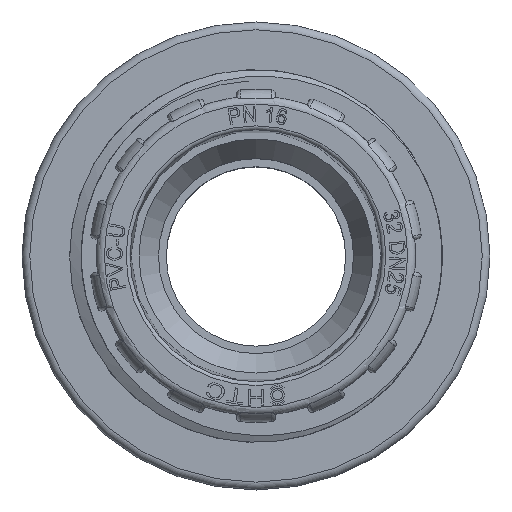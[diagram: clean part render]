
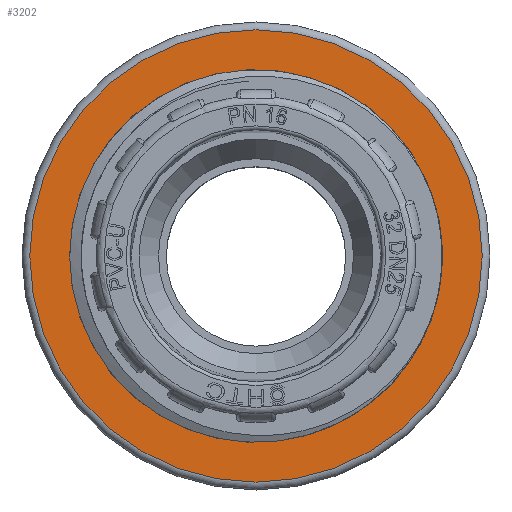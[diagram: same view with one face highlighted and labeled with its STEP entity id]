
A CAD part, top view. The second image highlights one B-rep face of the part: STEP entity #3202.
In plain terms, the highlighted planar face has unit normal (0, 0, 1).
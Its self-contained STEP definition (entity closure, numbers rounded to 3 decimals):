
#3202=ADVANCED_FACE('',(#5764,#5765),#4024,.T.);
#4024=PLANE('',#15744);
#5764=FACE_BOUND('',#5979,.T.);
#5765=FACE_BOUND('',#5980,.T.);
#5979=EDGE_LOOP('',(#7437));
#5980=EDGE_LOOP('',(#7438));
#7437=ORIENTED_EDGE('',*,*,#13340,.T.);
#7438=ORIENTED_EDGE('',*,*,#13339,.T.);
#11781=VERTEX_POINT('',#25734);
#11782=VERTEX_POINT('',#26249);
#13339=EDGE_CURVE('',#11781,#11781,#15283,.T.);
#13340=EDGE_CURVE('',#11782,#11782,#15284,.T.);
#15283=CIRCLE('',#15741,23.902);
#15284=CIRCLE('',#15743,29.);
#15741=AXIS2_PLACEMENT_3D('',#25733,#17029,#17030);
#15743=AXIS2_PLACEMENT_3D('',#26248,#17033,#17034);
#15744=AXIS2_PLACEMENT_3D('',#26250,#17035,#17036);
#17029=DIRECTION('',(0.,0.,-1.));
#17030=DIRECTION('',(-1.,0.,0.));
#17033=DIRECTION('',(0.,0.,1.));
#17034=DIRECTION('',(-1.,0.,0.));
#17035=DIRECTION('',(0.,0.,1.));
#17036=DIRECTION('',(-1.,0.,0.));
#25733=CARTESIAN_POINT('',(144.,224.,21.6));
#25734=CARTESIAN_POINT('',(120.099,224.,21.6));
#26248=CARTESIAN_POINT('',(144.,224.,21.6));
#26249=CARTESIAN_POINT('',(115.,224.,21.6));
#26250=CARTESIAN_POINT('',(144.,224.,21.6));
